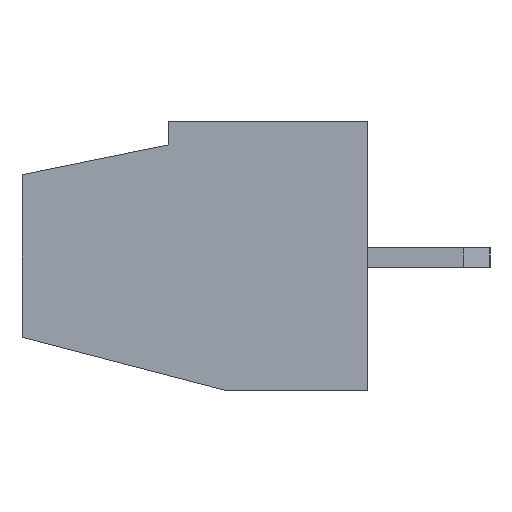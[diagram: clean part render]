
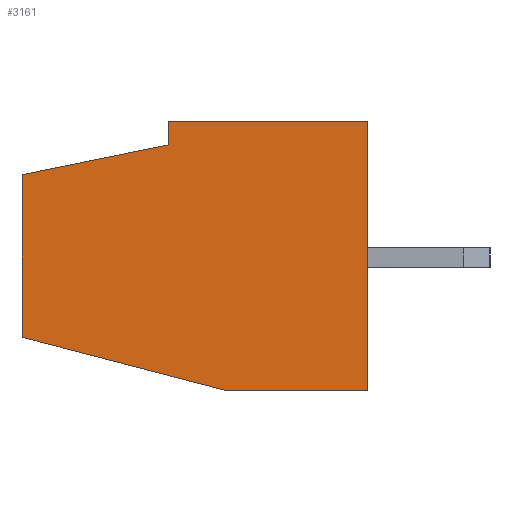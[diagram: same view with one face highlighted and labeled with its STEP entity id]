
A CAD part, left-side view. The second image highlights one B-rep face of the part: STEP entity #3161.
In plain terms, the highlighted planar face has unit normal (-1, 0, 0).
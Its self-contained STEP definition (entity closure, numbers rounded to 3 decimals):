
#1074 = CARTESIAN_POINT ( 'NONE',  ( -2.54, 6., 3.4 ) ) ;
#2465 = FACE_OUTER_BOUND ( 'NONE', #11065, .T. ) ;
#3161 = ADVANCED_FACE ( 'NONE', ( #2465 ), #20846, .F. ) ;
#3169 = CARTESIAN_POINT ( 'NONE',  ( -2.54, 10.4, -4. ) ) ;
#3454 = VERTEX_POINT ( 'NONE', #26116 ) ;
#4683 = CARTESIAN_POINT ( 'NONE',  ( -2.54, 10.4, 4.1 ) ) ;
#4903 = ORIENTED_EDGE ( 'NONE', *, *, #33254, .F. ) ;
#6745 = ORIENTED_EDGE ( 'NONE', *, *, #21515, .F. ) ;
#6799 = LINE ( 'NONE', #33436, #22779 ) ;
#8086 = LINE ( 'NONE', #18495, #22937 ) ;
#8924 = CARTESIAN_POINT ( 'NONE',  ( -2.54, 10.4, -2.4 ) ) ;
#9023 = AXIS2_PLACEMENT_3D ( 'NONE', #20518, #10462, #15232 ) ;
#9083 = CARTESIAN_POINT ( 'NONE',  ( -2.54, 0., 4.1 ) ) ;
#9683 = CARTESIAN_POINT ( 'NONE',  ( -2.54, 0., 4.1 ) ) ;
#10042 = DIRECTION ( 'NONE',  ( 0., -0.98, 0.2 ) ) ;
#10220 = DIRECTION ( 'NONE',  ( 0., -1., 0. ) ) ;
#10462 = DIRECTION ( 'NONE',  ( 1., 0., 0. ) ) ;
#11065 = EDGE_LOOP ( 'NONE', ( #4903, #21648, #32277, #24450, #6745, #27045, #26570 ) ) ;
#11452 = DIRECTION ( 'NONE',  ( 0., 0., 1. ) ) ;
#11889 = DIRECTION ( 'NONE',  ( 0., 0.968, 0.252 ) ) ;
#12040 = DIRECTION ( 'NONE',  ( 0., 0., 1. ) ) ;
#14054 = VERTEX_POINT ( 'NONE', #33541 ) ;
#15232 = DIRECTION ( 'NONE',  ( 0., 0., -1. ) ) ;
#15893 = VECTOR ( 'NONE', #10220, 1000. ) ;
#17108 = VECTOR ( 'NONE', #11889, 1000. ) ;
#18495 = CARTESIAN_POINT ( 'NONE',  ( -2.54, 10.4, 4.1 ) ) ;
#18607 = EDGE_CURVE ( 'NONE', #20677, #21295, #28349, .T. ) ;
#19581 = VECTOR ( 'NONE', #30909, 1000. ) ;
#19699 = CARTESIAN_POINT ( 'NONE',  ( -2.54, 10.4, -2.4 ) ) ;
#20203 = EDGE_CURVE ( 'NONE', #20698, #20677, #33278, .T. ) ;
#20518 = CARTESIAN_POINT ( 'NONE',  ( -2.54, 10.4, 4.1 ) ) ;
#20677 = VERTEX_POINT ( 'NONE', #25626 ) ;
#20698 = VERTEX_POINT ( 'NONE', #29219 ) ;
#20846 = PLANE ( 'NONE',  #9023 ) ;
#21295 = VERTEX_POINT ( 'NONE', #9683 ) ;
#21515 = EDGE_CURVE ( 'NONE', #20698, #24667, #24869, .T. ) ;
#21648 = ORIENTED_EDGE ( 'NONE', *, *, #25691, .F. ) ;
#22551 = VECTOR ( 'NONE', #11452, 1000. ) ;
#22779 = VECTOR ( 'NONE', #10042, 1000. ) ;
#22937 = VECTOR ( 'NONE', #30842, 1000. ) ;
#23108 = LINE ( 'NONE', #4683, #32397 ) ;
#23438 = EDGE_CURVE ( 'NONE', #14054, #24511, #6799, .T. ) ;
#24450 = ORIENTED_EDGE ( 'NONE', *, *, #25870, .F. ) ;
#24511 = VERTEX_POINT ( 'NONE', #26366 ) ;
#24609 = LINE ( 'NONE', #1074, #22551 ) ;
#24667 = VERTEX_POINT ( 'NONE', #8924 ) ;
#24869 = LINE ( 'NONE', #19699, #17108 ) ;
#25626 = CARTESIAN_POINT ( 'NONE',  ( -2.54, 0., -4. ) ) ;
#25691 = EDGE_CURVE ( 'NONE', #24511, #3454, #24609, .T. ) ;
#25870 = EDGE_CURVE ( 'NONE', #24667, #14054, #23108, .T. ) ;
#26116 = CARTESIAN_POINT ( 'NONE',  ( -2.54, 6., 4.1 ) ) ;
#26366 = CARTESIAN_POINT ( 'NONE',  ( -2.54, 6., 3.4 ) ) ;
#26570 = ORIENTED_EDGE ( 'NONE', *, *, #18607, .T. ) ;
#27045 = ORIENTED_EDGE ( 'NONE', *, *, #20203, .T. ) ;
#28349 = LINE ( 'NONE', #9083, #19581 ) ;
#29219 = CARTESIAN_POINT ( 'NONE',  ( -2.54, 4.26, -4. ) ) ;
#30842 = DIRECTION ( 'NONE',  ( 0., -1., 0. ) ) ;
#30909 = DIRECTION ( 'NONE',  ( 0., 0., 1. ) ) ;
#32277 = ORIENTED_EDGE ( 'NONE', *, *, #23438, .F. ) ;
#32397 = VECTOR ( 'NONE', #12040, 1000. ) ;
#33254 = EDGE_CURVE ( 'NONE', #3454, #21295, #8086, .T. ) ;
#33278 = LINE ( 'NONE', #3169, #15893 ) ;
#33436 = CARTESIAN_POINT ( 'NONE',  ( -2.54, 10.4, 2.5 ) ) ;
#33541 = CARTESIAN_POINT ( 'NONE',  ( -2.54, 10.4, 2.5 ) ) ;
